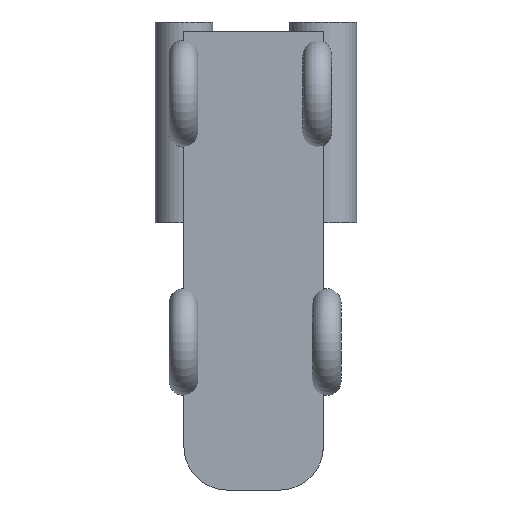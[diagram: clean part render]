
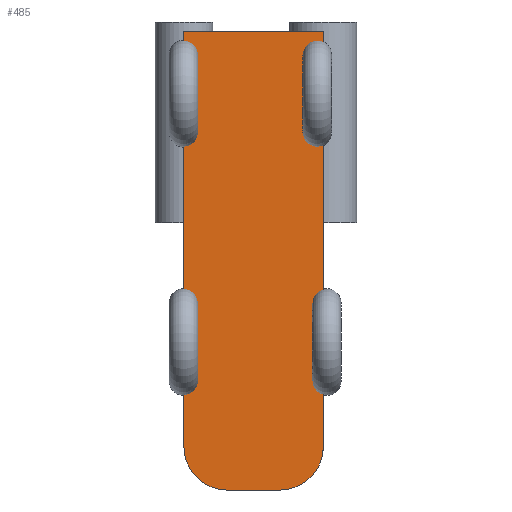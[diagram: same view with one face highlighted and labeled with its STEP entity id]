
A CAD part, front view. The second image highlights one B-rep face of the part: STEP entity #485.
In plain terms, the highlighted planar face has unit normal (0, -1, 0).
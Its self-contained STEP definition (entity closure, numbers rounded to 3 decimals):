
#40=PLANE('',#547);
#65=FACE_OUTER_BOUND('',#96,.T.);
#96=EDGE_LOOP('',(#364,#365,#366,#367,#368,#369));
#129=LINE('',#782,#158);
#135=LINE('',#803,#164);
#136=LINE('',#804,#165);
#137=LINE('',#805,#166);
#158=VECTOR('',#629,10.);
#164=VECTOR('',#651,10.);
#165=VECTOR('',#652,10.);
#166=VECTOR('',#653,10.);
#176=CIRCLE('',#526,4.5);
#178=CIRCLE('',#529,4.5);
#208=VERTEX_POINT('',#741);
#209=VERTEX_POINT('',#742);
#212=VERTEX_POINT('',#750);
#213=VERTEX_POINT('',#751);
#223=VERTEX_POINT('',#780);
#230=VERTEX_POINT('',#802);
#251=EDGE_CURVE('',#208,#209,#176,.T.);
#255=EDGE_CURVE('',#212,#213,#178,.T.);
#271=EDGE_CURVE('',#208,#223,#129,.F.);
#281=EDGE_CURVE('',#223,#230,#135,.T.);
#282=EDGE_CURVE('',#230,#213,#136,.T.);
#283=EDGE_CURVE('',#212,#209,#137,.F.);
#364=ORIENTED_EDGE('',*,*,#251,.F.);
#365=ORIENTED_EDGE('',*,*,#271,.T.);
#366=ORIENTED_EDGE('',*,*,#281,.T.);
#367=ORIENTED_EDGE('',*,*,#282,.T.);
#368=ORIENTED_EDGE('',*,*,#255,.F.);
#369=ORIENTED_EDGE('',*,*,#283,.T.);
#485=ADVANCED_FACE('',(#65),#40,.F.);
#526=AXIS2_PLACEMENT_3D('',#743,#590,#591);
#529=AXIS2_PLACEMENT_3D('',#752,#598,#599);
#547=AXIS2_PLACEMENT_3D('',#801,#649,#650);
#590=DIRECTION('center_axis',(0.,1.,0.));
#591=DIRECTION('ref_axis',(0.707,0.,-0.707));
#598=DIRECTION('center_axis',(0.,1.,0.));
#599=DIRECTION('ref_axis',(-0.707,0.,-0.707));
#629=DIRECTION('',(0.,0.,-1.));
#649=DIRECTION('center_axis',(0.,1.,0.));
#650=DIRECTION('ref_axis',(0.,0.,1.));
#651=DIRECTION('',(-1.,0.,0.));
#652=DIRECTION('',(0.,0.,-1.));
#653=DIRECTION('',(-1.,0.,0.));
#741=CARTESIAN_POINT('',(-0.414,0.,-8.5));
#742=CARTESIAN_POINT('',(-4.914,0.,-13.));
#743=CARTESIAN_POINT('Origin',(-4.914,0.,-8.5));
#750=CARTESIAN_POINT('',(-10.5,0.,-13.));
#751=CARTESIAN_POINT('',(-15.,0.,-8.5));
#752=CARTESIAN_POINT('Origin',(-10.5,0.,-8.5));
#780=CARTESIAN_POINT('',(-0.414,0.,35.));
#782=CARTESIAN_POINT('',(-0.414,0.,0.717));
#801=CARTESIAN_POINT('Origin',(0.,0.,0.));
#802=CARTESIAN_POINT('',(-15.,0.,35.));
#803=CARTESIAN_POINT('',(0.,0.,35.));
#804=CARTESIAN_POINT('',(-15.,0.,25.));
#805=CARTESIAN_POINT('',(-1.,0.,-13.));
